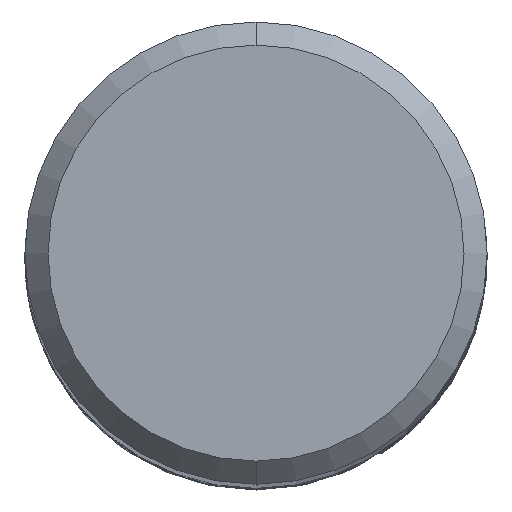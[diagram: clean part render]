
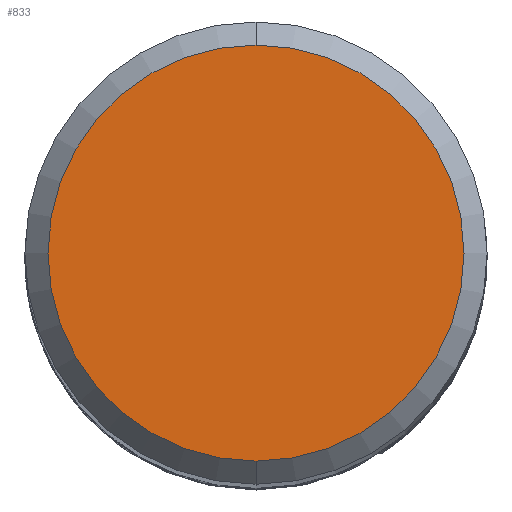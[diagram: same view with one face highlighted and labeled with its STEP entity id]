
A CAD part, top view. The second image highlights one B-rep face of the part: STEP entity #833.
In plain terms, the highlighted planar face has unit normal (0, 0, 1).
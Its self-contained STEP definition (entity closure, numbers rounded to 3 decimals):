
#501=VERTEX_POINT('',#1405);
#693=EDGE_CURVE('',#1031,#501,#1615,.T.);
#833=ADVANCED_FACE('',(#1766),#1767,.T.);
#1031=VERTEX_POINT('',#1986);
#1077=EDGE_CURVE('',#501,#1031,#2036,.T.);
#1405=CARTESIAN_POINT('',(0.0,3.6,0.0));
#1615=CIRCLE('',#5551,3.6);
#1766=FACE_OUTER_BOUND('',#6518,.T.);
#1767=PLANE('',#6519);
#1986=CARTESIAN_POINT('',(0.,-3.6,0.0));
#2036=CIRCLE('',#9563,3.6);
#5551=AXIS2_PLACEMENT_3D('',#13298,#13299,#13300);
#6518=EDGE_LOOP('',(#13438,#13439));
#6519=AXIS2_PLACEMENT_3D('',#13440,#13441,#13442);
#9563=AXIS2_PLACEMENT_3D('',#13735,#13736,#13737);
#13298=CARTESIAN_POINT('',(0.0,0.0,0.0));
#13299=DIRECTION('',(0.0,0.0,-1.0));
#13300=DIRECTION('',(0.0,1.0,0.0));
#13438=ORIENTED_EDGE('',*,*,#1077,.F.);
#13439=ORIENTED_EDGE('',*,*,#693,.F.);
#13440=CARTESIAN_POINT('',(0.0,1.8,0.0));
#13441=DIRECTION('',(-0.0,0.0,1.0));
#13442=DIRECTION('',(0.0,-1.0,0.0));
#13735=CARTESIAN_POINT('',(0.0,0.0,0.0));
#13736=DIRECTION('',(0.0,0.0,-1.0));
#13737=DIRECTION('',(0.0,1.0,0.0));
